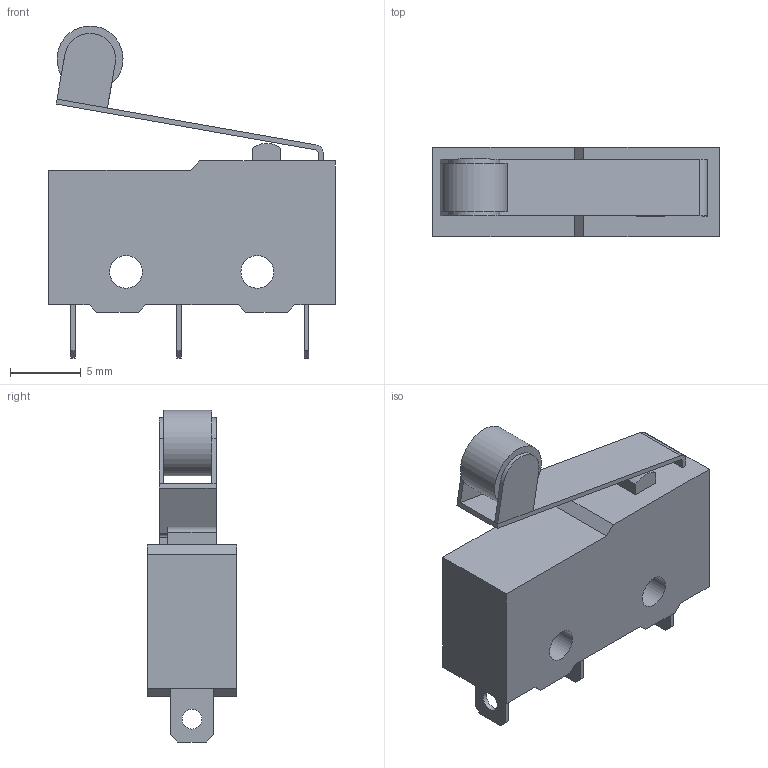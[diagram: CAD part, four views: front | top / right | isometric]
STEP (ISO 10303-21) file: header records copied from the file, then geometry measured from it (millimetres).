
FILE_DESCRIPTION(('FreeCAD Model'),'2;1');
FILE_NAME( 'EndSwitchRoller.step', '2019-11-27T21:18:50',('Author'),(''), 'Open CASCADE STEP processor 7.3','FreeCAD','Unknown');
FILE_SCHEMA(('AUTOMOTIVE_DESIGN { 1 0 10303 214 1 1 1 1 }'));
Length unit declared in the file: millimetre
Products named in the file (1): Pad005
Bounding box: 20.2 x 6.32 x 23.38 mm (x, y, z)
Volume: 1333.6 mm3; surface area: 1219.4 mm2
Topology: 1 solids, 1 shells, 69 faces, 182 edges, 118 vertices
Faces by surface type: plane 58, cylinder 11
Full cylindrical faces by diameter (mm): 1.4 x3, 2.3 x2, 4.65 x1
Entity records: 4710 total; most frequent: CARTESIAN_POINT 812, DIRECTION 684, LINE 476, VECTOR 476, ORIENTED_EDGE 364, PCURVE 364, DEFINITIONAL_REPRESENTATION 364, EDGE_CURVE 182
